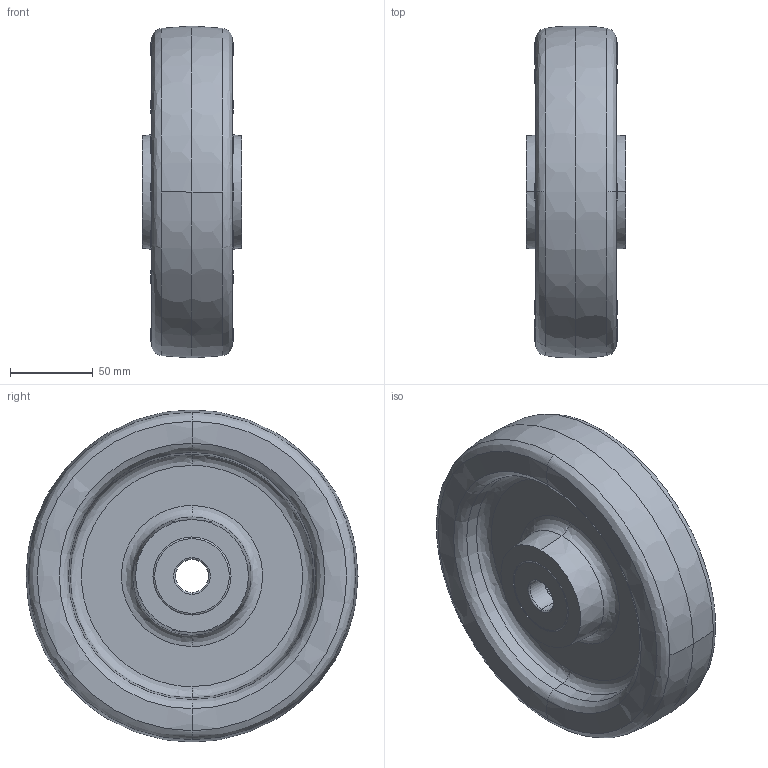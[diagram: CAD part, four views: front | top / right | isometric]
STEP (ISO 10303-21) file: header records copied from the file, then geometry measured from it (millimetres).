
FILE_DESCRIPTION (( 'STEP AP214' ), '1' );
FILE_NAME ('0015425.step', '2022-05-24T08:11:39', ( '' ), ( '' ), 'SwSTEP 2.0', 'SolidWorks 2020', '' );
FILE_SCHEMA (( 'AUTOMOTIVE_DESIGN' ));
Length unit declared in the file: millimetre
Products named in the file (1): 0015425
Bounding box: 60 x 200 x 200 mm (x, y, z)
Volume: 1008252 mm3; surface area: 124995.6 mm2
Topology: 3 solids, 3 shells, 72 faces, 148 edges, 86 vertices
Faces by surface type: bspline 20, torus 20, cone 12, plane 10, cylinder 10
Entity records: 4106 total; most frequent: CARTESIAN_POINT 1727, DIRECTION 364, ORIENTED_EDGE 296, AXIS2_PLACEMENT_3D 171, EDGE_CURVE 148, CIRCLE 118, VERTEX_POINT 86, EDGE_LOOP 82
